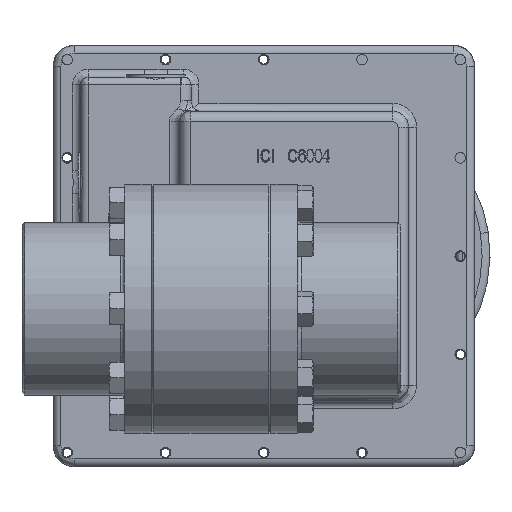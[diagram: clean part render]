
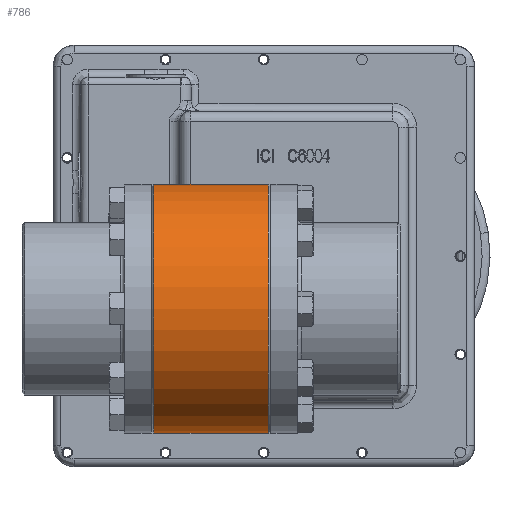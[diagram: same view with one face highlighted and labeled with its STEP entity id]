
A CAD part, front view. The second image highlights one B-rep face of the part: STEP entity #786.
In plain terms, the highlighted cylindrical face has radius 74.93 mm (diameter 149.86 mm), a partial arc.
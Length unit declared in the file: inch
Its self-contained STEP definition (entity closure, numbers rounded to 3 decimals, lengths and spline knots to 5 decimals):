
#332 = VECTOR ( 'NONE', #10892, 39.37008 ) ;
#786 = ADVANCED_FACE ( 'NONE', ( #52719 ), #19649, .T. ) ;
#1673 = CARTESIAN_POINT ( 'NONE',  ( 1.3575, 0., -2.95 ) ) ;
#4156 = CARTESIAN_POINT ( 'NONE',  ( -1.3575, 0., -2.95 ) ) ;
#4549 = CARTESIAN_POINT ( 'NONE',  ( -1.3575, 0., 2.95 ) ) ;
#7206 = CIRCLE ( 'NONE', #12040, 2.95 ) ;
#8552 = AXIS2_PLACEMENT_3D ( 'NONE', #52598, #15373, #58847 ) ;
#9128 = DIRECTION ( 'NONE',  ( -1., 0., 0. ) ) ;
#10892 = DIRECTION ( 'NONE',  ( -1., 0., 0. ) ) ;
#11075 = DIRECTION ( 'NONE',  ( 1., 0., 0. ) ) ;
#12040 = AXIS2_PLACEMENT_3D ( 'NONE', #48276, #11075, #54540 ) ;
#15373 = DIRECTION ( 'NONE',  ( -1., 0., 0. ) ) ;
#16280 = CARTESIAN_POINT ( 'NONE',  ( 1.4175, 0., -2.95 ) ) ;
#18614 = EDGE_CURVE ( 'NONE', #38412, #19490, #7206, .T. ) ;
#19490 = VERTEX_POINT ( 'NONE', #4156 ) ;
#19649 = CYLINDRICAL_SURFACE ( 'NONE', #23535, 2.95 ) ;
#23535 = AXIS2_PLACEMENT_3D ( 'NONE', #42965, #9128, #72142 ) ;
#23922 = ORIENTED_EDGE ( 'NONE', *, *, #57285, .T. ) ;
#27780 = VERTEX_POINT ( 'NONE', #1673 ) ;
#38082 = VERTEX_POINT ( 'NONE', #73691 ) ;
#38412 = VERTEX_POINT ( 'NONE', #4549 ) ;
#42965 = CARTESIAN_POINT ( 'NONE',  ( 1.4175, 0., 0. ) ) ;
#45972 = LINE ( 'NONE', #54354, #332 ) ;
#48276 = CARTESIAN_POINT ( 'NONE',  ( -1.3575, 0., 0. ) ) ;
#52598 = CARTESIAN_POINT ( 'NONE',  ( 1.3575, 0., 0. ) ) ;
#52719 = FACE_OUTER_BOUND ( 'NONE', #61836, .T. ) ;
#54354 = CARTESIAN_POINT ( 'NONE',  ( 1.4175, 0., 2.95 ) ) ;
#54540 = DIRECTION ( 'NONE',  ( 0., 0., -1. ) ) ;
#57169 = CIRCLE ( 'NONE', #8552, 2.95 ) ;
#57285 = EDGE_CURVE ( 'NONE', #27780, #38082, #57169, .T. ) ;
#57852 = ORIENTED_EDGE ( 'NONE', *, *, #76962, .T. ) ;
#58847 = DIRECTION ( 'NONE',  ( 0., 0., -1. ) ) ;
#59778 = DIRECTION ( 'NONE',  ( -1., 0., 0. ) ) ;
#61836 = EDGE_LOOP ( 'NONE', ( #73910, #23922, #57852, #71266 ) ) ;
#62736 = LINE ( 'NONE', #16280, #64689 ) ;
#64689 = VECTOR ( 'NONE', #59778, 39.37008 ) ;
#71266 = ORIENTED_EDGE ( 'NONE', *, *, #18614, .T. ) ;
#72142 = DIRECTION ( 'NONE',  ( 0., 0., 1. ) ) ;
#73691 = CARTESIAN_POINT ( 'NONE',  ( 1.3575, 0., 2.95 ) ) ;
#73910 = ORIENTED_EDGE ( 'NONE', *, *, #75060, .F. ) ;
#75060 = EDGE_CURVE ( 'NONE', #27780, #19490, #62736, .T. ) ;
#76962 = EDGE_CURVE ( 'NONE', #38082, #38412, #45972, .T. ) ;
